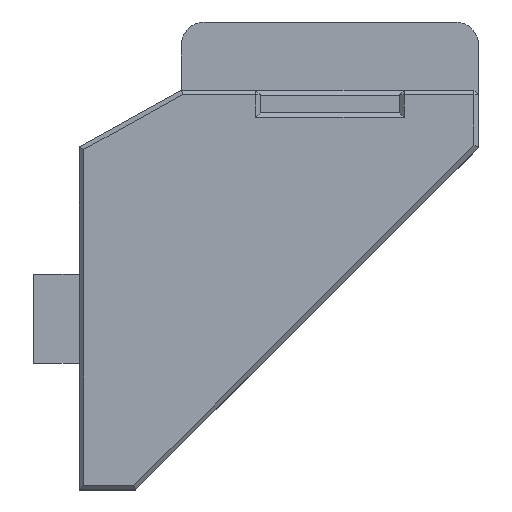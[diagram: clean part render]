
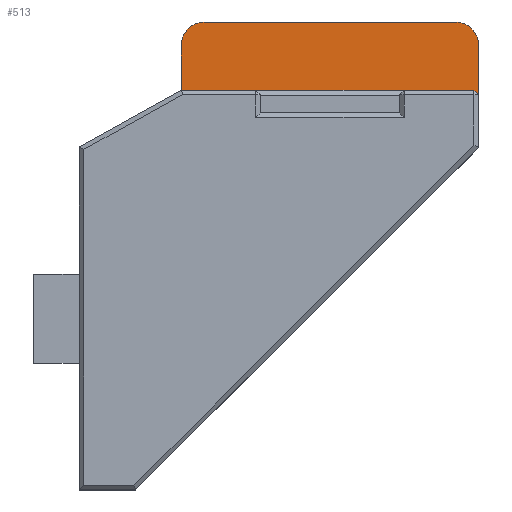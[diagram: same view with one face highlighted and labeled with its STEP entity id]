
A CAD part, top view. The second image highlights one B-rep face of the part: STEP entity #513.
In plain terms, the highlighted planar face has unit normal (0, 0, 1).
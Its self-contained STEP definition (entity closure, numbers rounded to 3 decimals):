
#22 = VERTEX_POINT('',#23);
#23 = CARTESIAN_POINT('',(-11.,100.,12.));
#32 = PLANE('',#33);
#33 = AXIS2_PLACEMENT_3D('',#34,#35,#36);
#34 = CARTESIAN_POINT('',(-13.,100.,12.));
#35 = DIRECTION('',(0.,1.,0.));
#36 = DIRECTION('',(1.,0.,0.));
#44 = CYLINDRICAL_SURFACE('',#45,2.);
#45 = AXIS2_PLACEMENT_3D('',#46,#47,#48);
#46 = CARTESIAN_POINT('',(-11.,98.,12.));
#47 = DIRECTION('',(0.,0.,-1.));
#48 = DIRECTION('',(0.,1.,0.));
#56 = EDGE_CURVE('',#22,#57,#59,.T.);
#57 = VERTEX_POINT('',#58);
#58 = CARTESIAN_POINT('',(11.,100.,12.));
#59 = SURFACE_CURVE('',#60,(#64,#71),.PCURVE_S1.);
#60 = LINE('',#61,#62);
#61 = CARTESIAN_POINT('',(-13.,100.,12.));
#62 = VECTOR('',#63,1.);
#63 = DIRECTION('',(1.,0.,0.));
#64 = PCURVE('',#32,#65);
#65 = DEFINITIONAL_REPRESENTATION('',(#66),#70);
#66 = LINE('',#67,#68);
#67 = CARTESIAN_POINT('',(0.,0.));
#68 = VECTOR('',#69,1.);
#69 = DIRECTION('',(1.,0.));
#70 = ( GEOMETRIC_REPRESENTATION_CONTEXT(2) 
PARAMETRIC_REPRESENTATION_CONTEXT() REPRESENTATION_CONTEXT('2D SPACE',''
  ) );
#71 = PCURVE('',#72,#77);
#72 = PLANE('',#73);
#73 = AXIS2_PLACEMENT_3D('',#74,#75,#76);
#74 = CARTESIAN_POINT('',(-13.,89.,12.));
#75 = DIRECTION('',(0.,0.,-1.));
#76 = DIRECTION('',(0.,1.,0.));
#77 = DEFINITIONAL_REPRESENTATION('',(#78),#82);
#78 = LINE('',#79,#80);
#79 = CARTESIAN_POINT('',(11.,0.));
#80 = VECTOR('',#81,1.);
#81 = DIRECTION('',(0.,1.));
#82 = ( GEOMETRIC_REPRESENTATION_CONTEXT(2) 
PARAMETRIC_REPRESENTATION_CONTEXT() REPRESENTATION_CONTEXT('2D SPACE',''
  ) );
#100 = CYLINDRICAL_SURFACE('',#101,2.);
#101 = AXIS2_PLACEMENT_3D('',#102,#103,#104);
#102 = CARTESIAN_POINT('',(11.,98.,12.));
#103 = DIRECTION('',(0.,0.,-1.));
#104 = DIRECTION('',(0.,1.,0.));
#354 = EDGE_CURVE('',#22,#355,#357,.T.);
#355 = VERTEX_POINT('',#356);
#356 = CARTESIAN_POINT('',(-13.,98.,12.));
#357 = SURFACE_CURVE('',#358,(#363,#370),.PCURVE_S1.);
#358 = CIRCLE('',#359,2.);
#359 = AXIS2_PLACEMENT_3D('',#360,#361,#362);
#360 = CARTESIAN_POINT('',(-11.,98.,12.));
#361 = DIRECTION('',(0.,0.,1.));
#362 = DIRECTION('',(0.,1.,0.));
#363 = PCURVE('',#44,#364);
#364 = DEFINITIONAL_REPRESENTATION('',(#365),#369);
#365 = LINE('',#366,#367);
#366 = CARTESIAN_POINT('',(-0.,0.));
#367 = VECTOR('',#368,1.);
#368 = DIRECTION('',(-1.,0.));
#369 = ( GEOMETRIC_REPRESENTATION_CONTEXT(2) 
PARAMETRIC_REPRESENTATION_CONTEXT() REPRESENTATION_CONTEXT('2D SPACE',''
  ) );
#370 = PCURVE('',#72,#371);
#371 = DEFINITIONAL_REPRESENTATION('',(#372),#380);
#372 = ( BOUNDED_CURVE() B_SPLINE_CURVE(2,(#373,#374,#375,#376,#377,#378
,#379),.UNSPECIFIED.,.T.,.F.) B_SPLINE_CURVE_WITH_KNOTS((1,2,2,2,2,1),(
    -2.094,0.,2.094,4.189,6.283,
8.378),.UNSPECIFIED.) CURVE() GEOMETRIC_REPRESENTATION_ITEM() 
RATIONAL_B_SPLINE_CURVE((1.,0.5,1.,0.5,1.,0.5,1.)) REPRESENTATION_ITEM(
  '') );
#373 = CARTESIAN_POINT('',(11.,2.));
#374 = CARTESIAN_POINT('',(11.,-1.464));
#375 = CARTESIAN_POINT('',(8.,0.268));
#376 = CARTESIAN_POINT('',(5.,2.));
#377 = CARTESIAN_POINT('',(8.,3.732));
#378 = CARTESIAN_POINT('',(11.,5.464));
#379 = CARTESIAN_POINT('',(11.,2.));
#380 = ( GEOMETRIC_REPRESENTATION_CONTEXT(2) 
PARAMETRIC_REPRESENTATION_CONTEXT() REPRESENTATION_CONTEXT('2D SPACE',''
  ) );
#398 = PLANE('',#399);
#399 = AXIS2_PLACEMENT_3D('',#400,#401,#402);
#400 = CARTESIAN_POINT('',(-13.,91.571,5.35));
#401 = DIRECTION('',(-1.,0.,0.));
#402 = DIRECTION('',(0.,0.,1.));
#513 = ADVANCED_FACE('',(#514),#72,.F.);
#514 = FACE_BOUND('',#515,.F.);
#515 = EDGE_LOOP('',(#516,#544,#565,#566,#567,#591,#619,#642));
#516 = ORIENTED_EDGE('',*,*,#517,.T.);
#517 = EDGE_CURVE('',#518,#520,#522,.T.);
#518 = VERTEX_POINT('',#519);
#519 = CARTESIAN_POINT('',(12.6,94.,12.));
#520 = VERTEX_POINT('',#521);
#521 = CARTESIAN_POINT('',(-13.,94.,12.));
#522 = SURFACE_CURVE('',#523,(#527,#533),.PCURVE_S1.);
#523 = LINE('',#524,#525);
#524 = CARTESIAN_POINT('',(-13.,94.,12.));
#525 = VECTOR('',#526,1.);
#526 = DIRECTION('',(-1.,0.,0.));
#527 = PCURVE('',#72,#528);
#528 = DEFINITIONAL_REPRESENTATION('',(#529),#532);
#529 = B_SPLINE_CURVE_WITH_KNOTS('',1,(#530,#531),.UNSPECIFIED.,.F.,.F.,
  (2,2),(-28.6,2.6),.PIECEWISE_BEZIER_KNOTS.);
#530 = CARTESIAN_POINT('',(5.,28.6));
#531 = CARTESIAN_POINT('',(5.,-2.6));
#532 = ( GEOMETRIC_REPRESENTATION_CONTEXT(2) 
PARAMETRIC_REPRESENTATION_CONTEXT() REPRESENTATION_CONTEXT('2D SPACE',''
  ) );
#533 = PCURVE('',#534,#539);
#534 = PLANE('',#535);
#535 = AXIS2_PLACEMENT_3D('',#536,#537,#538);
#536 = CARTESIAN_POINT('',(-13.,94.,0.));
#537 = DIRECTION('',(0.,1.,0.));
#538 = DIRECTION('',(1.,0.,0.));
#539 = DEFINITIONAL_REPRESENTATION('',(#540),#543);
#540 = B_SPLINE_CURVE_WITH_KNOTS('',1,(#541,#542),.UNSPECIFIED.,.F.,.F.,
  (2,2),(-28.6,2.6),.PIECEWISE_BEZIER_KNOTS.);
#541 = CARTESIAN_POINT('',(28.6,-12.));
#542 = CARTESIAN_POINT('',(-2.6,-12.));
#543 = ( GEOMETRIC_REPRESENTATION_CONTEXT(2) 
PARAMETRIC_REPRESENTATION_CONTEXT() REPRESENTATION_CONTEXT('2D SPACE',''
  ) );
#544 = ORIENTED_EDGE('',*,*,#545,.T.);
#545 = EDGE_CURVE('',#520,#355,#546,.T.);
#546 = SURFACE_CURVE('',#547,(#551,#558),.PCURVE_S1.);
#547 = LINE('',#548,#549);
#548 = CARTESIAN_POINT('',(-13.,89.,12.));
#549 = VECTOR('',#550,1.);
#550 = DIRECTION('',(0.,1.,0.));
#551 = PCURVE('',#72,#552);
#552 = DEFINITIONAL_REPRESENTATION('',(#553),#557);
#553 = LINE('',#554,#555);
#554 = CARTESIAN_POINT('',(0.,0.));
#555 = VECTOR('',#556,1.);
#556 = DIRECTION('',(1.,0.));
#557 = ( GEOMETRIC_REPRESENTATION_CONTEXT(2) 
PARAMETRIC_REPRESENTATION_CONTEXT() REPRESENTATION_CONTEXT('2D SPACE',''
  ) );
#558 = PCURVE('',#398,#559);
#559 = DEFINITIONAL_REPRESENTATION('',(#560),#564);
#560 = LINE('',#561,#562);
#561 = CARTESIAN_POINT('',(6.65,-2.571));
#562 = VECTOR('',#563,1.);
#563 = DIRECTION('',(0.,1.));
#564 = ( GEOMETRIC_REPRESENTATION_CONTEXT(2) 
PARAMETRIC_REPRESENTATION_CONTEXT() REPRESENTATION_CONTEXT('2D SPACE',''
  ) );
#565 = ORIENTED_EDGE('',*,*,#354,.F.);
#566 = ORIENTED_EDGE('',*,*,#56,.T.);
#567 = ORIENTED_EDGE('',*,*,#568,.T.);
#568 = EDGE_CURVE('',#57,#569,#571,.T.);
#569 = VERTEX_POINT('',#570);
#570 = CARTESIAN_POINT('',(13.,98.,12.));
#571 = SURFACE_CURVE('',#572,(#577,#584),.PCURVE_S1.);
#572 = CIRCLE('',#573,2.);
#573 = AXIS2_PLACEMENT_3D('',#574,#575,#576);
#574 = CARTESIAN_POINT('',(11.,98.,12.));
#575 = DIRECTION('',(0.,0.,-1.));
#576 = DIRECTION('',(0.,1.,0.));
#577 = PCURVE('',#72,#578);
#578 = DEFINITIONAL_REPRESENTATION('',(#579),#583);
#579 = CIRCLE('',#580,2.);
#580 = AXIS2_PLACEMENT_2D('',#581,#582);
#581 = CARTESIAN_POINT('',(9.,24.));
#582 = DIRECTION('',(1.,0.));
#583 = ( GEOMETRIC_REPRESENTATION_CONTEXT(2) 
PARAMETRIC_REPRESENTATION_CONTEXT() REPRESENTATION_CONTEXT('2D SPACE',''
  ) );
#584 = PCURVE('',#100,#585);
#585 = DEFINITIONAL_REPRESENTATION('',(#586),#590);
#586 = LINE('',#587,#588);
#587 = CARTESIAN_POINT('',(0.,0.));
#588 = VECTOR('',#589,1.);
#589 = DIRECTION('',(1.,0.));
#590 = ( GEOMETRIC_REPRESENTATION_CONTEXT(2) 
PARAMETRIC_REPRESENTATION_CONTEXT() REPRESENTATION_CONTEXT('2D SPACE',''
  ) );
#591 = ORIENTED_EDGE('',*,*,#592,.F.);
#592 = EDGE_CURVE('',#593,#569,#595,.T.);
#593 = VERTEX_POINT('',#594);
#594 = CARTESIAN_POINT('',(13.,94.,12.));
#595 = SURFACE_CURVE('',#596,(#600,#607),.PCURVE_S1.);
#596 = LINE('',#597,#598);
#597 = CARTESIAN_POINT('',(13.,89.,12.));
#598 = VECTOR('',#599,1.);
#599 = DIRECTION('',(0.,1.,0.));
#600 = PCURVE('',#72,#601);
#601 = DEFINITIONAL_REPRESENTATION('',(#602),#606);
#602 = LINE('',#603,#604);
#603 = CARTESIAN_POINT('',(0.,26.));
#604 = VECTOR('',#605,1.);
#605 = DIRECTION('',(1.,0.));
#606 = ( GEOMETRIC_REPRESENTATION_CONTEXT(2) 
PARAMETRIC_REPRESENTATION_CONTEXT() REPRESENTATION_CONTEXT('2D SPACE',''
  ) );
#607 = PCURVE('',#608,#613);
#608 = PLANE('',#609);
#609 = AXIS2_PLACEMENT_3D('',#610,#611,#612);
#610 = CARTESIAN_POINT('',(13.,92.938,16.938));
#611 = DIRECTION('',(1.,0.,0.));
#612 = DIRECTION('',(0.,0.,-1.));
#613 = DEFINITIONAL_REPRESENTATION('',(#614),#618);
#614 = LINE('',#615,#616);
#615 = CARTESIAN_POINT('',(4.938,-3.938));
#616 = VECTOR('',#617,1.);
#617 = DIRECTION('',(0.,1.));
#618 = ( GEOMETRIC_REPRESENTATION_CONTEXT(2) 
PARAMETRIC_REPRESENTATION_CONTEXT() REPRESENTATION_CONTEXT('2D SPACE',''
  ) );
#619 = ORIENTED_EDGE('',*,*,#620,.T.);
#620 = EDGE_CURVE('',#593,#621,#623,.T.);
#621 = VERTEX_POINT('',#622);
#622 = CARTESIAN_POINT('',(13.,93.6,12.));
#623 = SURFACE_CURVE('',#624,(#628,#635),.PCURVE_S1.);
#624 = LINE('',#625,#626);
#625 = CARTESIAN_POINT('',(13.,90.969,12.));
#626 = VECTOR('',#627,1.);
#627 = DIRECTION('',(0.,-1.,0.));
#628 = PCURVE('',#72,#629);
#629 = DEFINITIONAL_REPRESENTATION('',(#630),#634);
#630 = LINE('',#631,#632);
#631 = CARTESIAN_POINT('',(1.969,26.));
#632 = VECTOR('',#633,1.);
#633 = DIRECTION('',(-1.,0.));
#634 = ( GEOMETRIC_REPRESENTATION_CONTEXT(2) 
PARAMETRIC_REPRESENTATION_CONTEXT() REPRESENTATION_CONTEXT('2D SPACE',''
  ) );
#635 = PCURVE('',#608,#636);
#636 = DEFINITIONAL_REPRESENTATION('',(#637),#641);
#637 = LINE('',#638,#639);
#638 = CARTESIAN_POINT('',(4.938,-1.969));
#639 = VECTOR('',#640,1.);
#640 = DIRECTION('',(0.,-1.));
#641 = ( GEOMETRIC_REPRESENTATION_CONTEXT(2) 
PARAMETRIC_REPRESENTATION_CONTEXT() REPRESENTATION_CONTEXT('2D SPACE',''
  ) );
#642 = ORIENTED_EDGE('',*,*,#643,.T.);
#643 = EDGE_CURVE('',#621,#518,#644,.T.);
#644 = SURFACE_CURVE('',#645,(#649,#656),.PCURVE_S1.);
#645 = LINE('',#646,#647);
#646 = CARTESIAN_POINT('',(7.55,99.05,12.));
#647 = VECTOR('',#648,1.);
#648 = DIRECTION('',(-0.707,0.707,0.)
  );
#649 = PCURVE('',#72,#650);
#650 = DEFINITIONAL_REPRESENTATION('',(#651),#655);
#651 = LINE('',#652,#653);
#652 = CARTESIAN_POINT('',(10.05,20.55));
#653 = VECTOR('',#654,1.);
#654 = DIRECTION('',(0.707,-0.707));
#655 = ( GEOMETRIC_REPRESENTATION_CONTEXT(2) 
PARAMETRIC_REPRESENTATION_CONTEXT() REPRESENTATION_CONTEXT('2D SPACE',''
  ) );
#656 = PCURVE('',#657,#662);
#657 = PLANE('',#658);
#658 = AXIS2_PLACEMENT_3D('',#659,#660,#661);
#659 = CARTESIAN_POINT('',(12.8,93.8,12.));
#660 = DIRECTION('',(0.707,0.707,0.));
#661 = DIRECTION('',(0.,0.,-1.));
#662 = DEFINITIONAL_REPRESENTATION('',(#663),#667);
#663 = LINE('',#664,#665);
#664 = CARTESIAN_POINT('',(0.,7.425));
#665 = VECTOR('',#666,1.);
#666 = DIRECTION('',(0.,1.));
#667 = ( GEOMETRIC_REPRESENTATION_CONTEXT(2) 
PARAMETRIC_REPRESENTATION_CONTEXT() REPRESENTATION_CONTEXT('2D SPACE',''
  ) );
